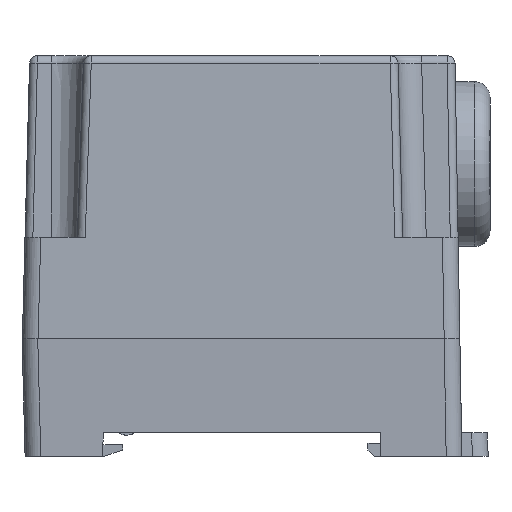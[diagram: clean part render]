
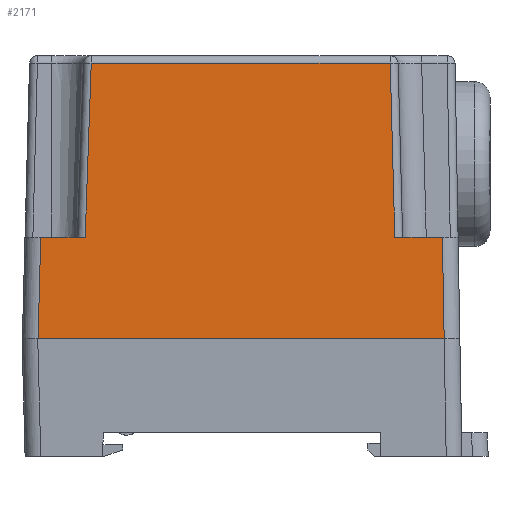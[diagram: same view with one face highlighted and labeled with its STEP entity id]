
A CAD part, left-side view. The second image highlights one B-rep face of the part: STEP entity #2171.
In plain terms, the highlighted planar face has unit normal (-1, 0, 0.026).
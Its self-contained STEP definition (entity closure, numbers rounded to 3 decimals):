
#1540=FACE_OUTER_BOUND('',#3941,.T.);
#2171=ADVANCED_FACE('',(#1540),#2760,.T.);
#2760=PLANE('',#13900);
#3941=EDGE_LOOP('',(#6009,#6010,#6011,#6012,#6013,#6014,#6015,#6016));
#6009=ORIENTED_EDGE('',*,*,#10019,.T.);
#6010=ORIENTED_EDGE('',*,*,#9486,.T.);
#6011=ORIENTED_EDGE('',*,*,#10024,.T.);
#6012=ORIENTED_EDGE('',*,*,#10009,.F.);
#6013=ORIENTED_EDGE('',*,*,#9977,.T.);
#6014=ORIENTED_EDGE('',*,*,#9929,.T.);
#6015=ORIENTED_EDGE('',*,*,#9963,.T.);
#6016=ORIENTED_EDGE('',*,*,#9956,.T.);
#8300=VERTEX_POINT('',#18862);
#8301=VERTEX_POINT('',#18864);
#8572=VERTEX_POINT('',#19811);
#8574=VERTEX_POINT('',#19819);
#8588=VERTEX_POINT('',#19878);
#8589=VERTEX_POINT('',#19880);
#8602=VERTEX_POINT('',#19935);
#8620=VERTEX_POINT('',#20001);
#9486=EDGE_CURVE('',#8301,#8300,#11156,.T.);
#9929=EDGE_CURVE('',#8572,#8574,#11478,.T.);
#9956=EDGE_CURVE('',#8589,#8588,#11493,.T.);
#9963=EDGE_CURVE('',#8574,#8589,#11496,.T.);
#9977=EDGE_CURVE('',#8602,#8572,#11505,.T.);
#10009=EDGE_CURVE('',#8602,#8620,#11526,.T.);
#10019=EDGE_CURVE('',#8588,#8301,#11535,.T.);
#10024=EDGE_CURVE('',#8300,#8620,#11536,.T.);
#11156=LINE('',#18863,#12409);
#11478=LINE('',#19820,#12731);
#11493=LINE('',#19879,#12746);
#11496=LINE('',#19893,#12749);
#11505=LINE('',#19934,#12758);
#11526=LINE('',#20000,#12779);
#11535=LINE('',#20015,#12788);
#11536=LINE('',#20049,#12789);
#12409=VECTOR('',#14873,1.);
#12731=VECTOR('',#15785,1.);
#12746=VECTOR('',#15846,1.);
#12749=VECTOR('',#15859,1.);
#12758=VECTOR('',#15890,1.);
#12779=VECTOR('',#15965,1.);
#12788=VECTOR('',#15984,1.);
#12789=VECTOR('',#16009,1.);
#13900=AXIS2_PLACEMENT_3D('',#20051,#16012,#16013);
#14873=DIRECTION('',(0.,-1.,0.));
#15785=DIRECTION('',(0.,1.,0.));
#15846=DIRECTION('',(0.,1.,0.));
#15859=DIRECTION('',(-0.026,0.035,-0.999));
#15890=DIRECTION('',(0.026,0.026,0.999));
#15965=DIRECTION('',(0.,-1.,0.));
#15984=DIRECTION('',(-0.026,0.026,-0.999));
#16009=DIRECTION('',(0.026,0.017,1.));
#16012=DIRECTION('',(-1.,0.,0.026));
#16013=DIRECTION('',(-0.026,0.,-1.));
#18862=CARTESIAN_POINT('',(-87.933,186.041,7.8));
#18863=CARTESIAN_POINT('',(-87.933,337.269,7.8));
#18864=CARTESIAN_POINT('',(-87.933,237.715,7.8));
#19811=CARTESIAN_POINT('',(-87.016,192.901,42.829));
#19819=CARTESIAN_POINT('',(-87.016,230.947,42.829));
#19820=CARTESIAN_POINT('',(-87.016,188.88,42.829));
#19878=CARTESIAN_POINT('',(-87.595,237.377,20.702));
#19879=CARTESIAN_POINT('',(-87.595,188.88,20.702));
#19880=CARTESIAN_POINT('',(-87.595,231.72,20.702));
#19893=CARTESIAN_POINT('',(-87.811,232.007,12.465));
#19934=CARTESIAN_POINT('',(-87.239,192.678,34.303));
#19935=CARTESIAN_POINT('',(-87.595,192.322,20.702));
#20000=CARTESIAN_POINT('',(-87.595,188.407,20.702));
#20001=CARTESIAN_POINT('',(-87.595,186.266,20.702));
#20015=CARTESIAN_POINT('',(-88.289,238.07,-5.791));
#20049=CARTESIAN_POINT('',(-88.324,185.78,-7.146));
#20051=CARTESIAN_POINT('',(-88.326,188.88,-7.2));
